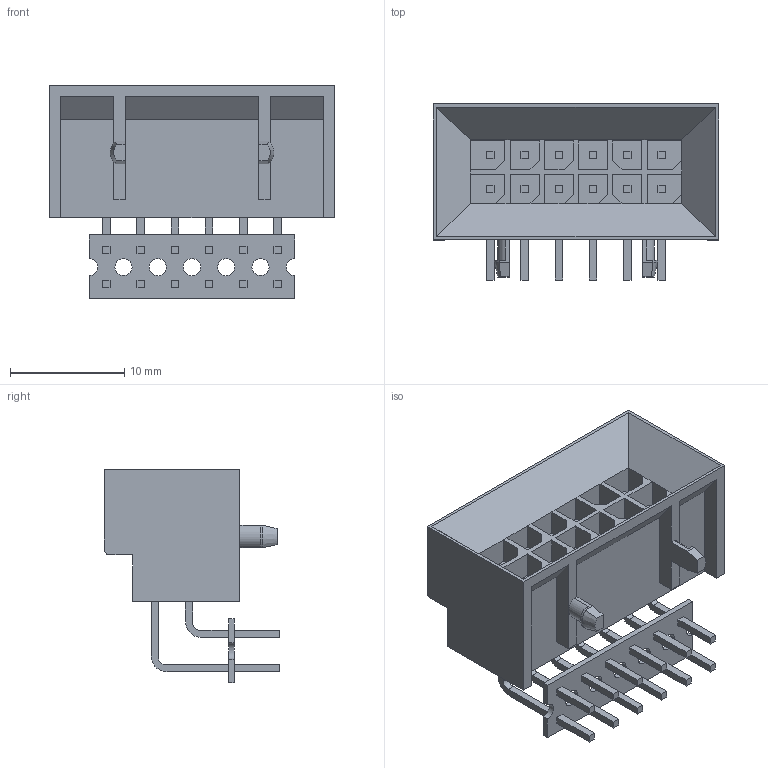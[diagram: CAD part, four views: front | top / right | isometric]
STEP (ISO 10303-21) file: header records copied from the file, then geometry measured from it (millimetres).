
FILE_DESCRIPTION((''),'2;1');
FILE_NAME('444281201','2019-02-08T',('gga'),(''),'PRO/ENGINEER BY PARAMETRIC TECHNOLOGY CORPORATION, 2016010','PRO/ENGINEER BY PARAMETRIC TECHNOLOGY CORPORATION, 2016010','');
FILE_SCHEMA(('CONFIG_CONTROL_DESIGN'));
Length unit declared in the file: millimetre
Products named in the file (1): 444281201
Bounding box: 25 x 15.4 x 18.71 mm (x, y, z)
Volume: 1743.5 mm3; surface area: 2992.5 mm2
Topology: 1 solids, 1 shells, 364 faces, 1005 edges, 677 vertices
Faces by surface type: plane 319, cylinder 43, cone 2
Entity records: 11484 total; most frequent: CARTESIAN_POINT 2017, ORIENTED_EDGE 1940, DIRECTION 1849, EDGE_CURVE 970, VECTOR 883, LINE 883, VERTEX_POINT 635, AXIS2_PLACEMENT_3D 483
